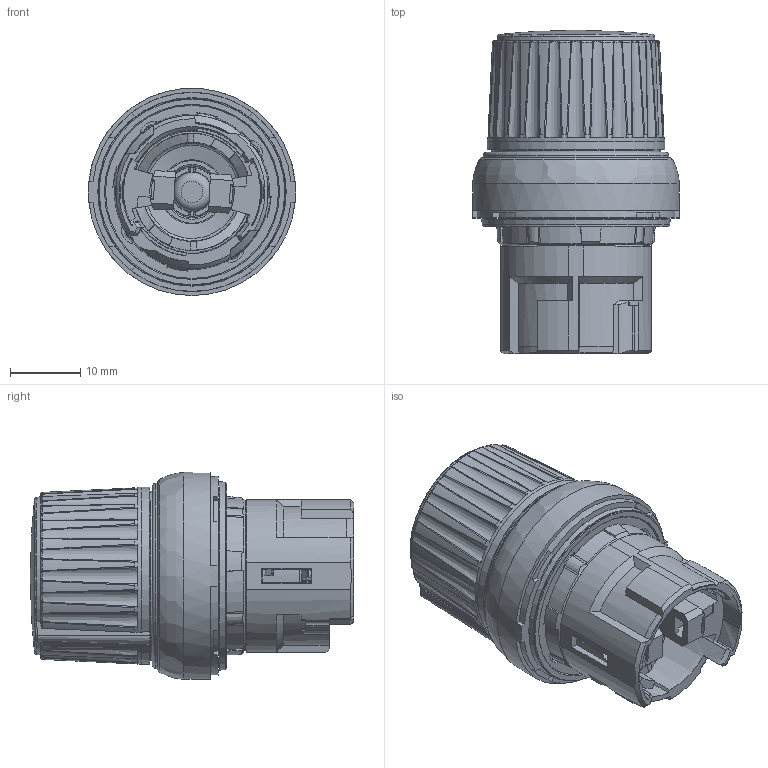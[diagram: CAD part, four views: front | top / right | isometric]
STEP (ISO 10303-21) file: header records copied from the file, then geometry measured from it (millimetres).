
FILE_DESCRIPTION(/* description */ (''),/* implementation_level */ '2;1');
FILE_NAME(/* name */ 'FILE_STP_CAD_DRAWING_LPSS420_CATALOG_prt.stp',/* time_stamp */ '2020-10-16T13:33:04+02:00',/* author */ (''),/* organization */ (''),/* preprocessor_version */ 'ST-DEVELOPER v16.7',/* originating_system */ 'SIEMENS PLM Software NX 12.0',/* authorisation */ '');
FILE_SCHEMA (('AUTOMOTIVE_DESIGN { 1 0 10303 214 3 1 1 1 }'));
Length unit declared in the file: millimetre
Products named in the file (1): LPSS420_CATALOG
Bounding box: 29.48 x 46 x 29.45 mm (x, y, z)
Surface area: 7448.3 mm2 (no closed solid volume)
Topology: 0 solids, 11 shells, 711 faces, 2215 edges, 1496 vertices
Faces by surface type: plane 214, bspline 197, cone 145, cylinder 74, torus 69, sphere 9, extrusion 3
Full cylindrical faces by diameter (mm): 5.5 x1, 16.7 x1, 26.4 x1
Entity records: 32263 total; most frequent: CARTESIAN_POINT 14523, ORIENTED_EDGE 3886, DIRECTION 3241, EDGE_CURVE 2176, VERTEX_POINT 1481, AXIS2_PLACEMENT_3D 1349, B_SPLINE_CURVE_WITH_KNOTS 803, EDGE_LOOP 760
